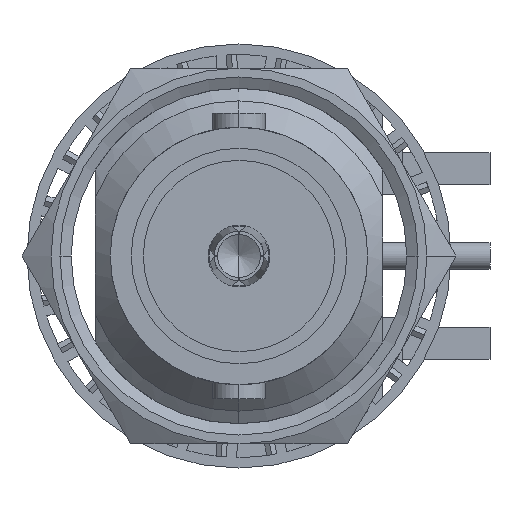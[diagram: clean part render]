
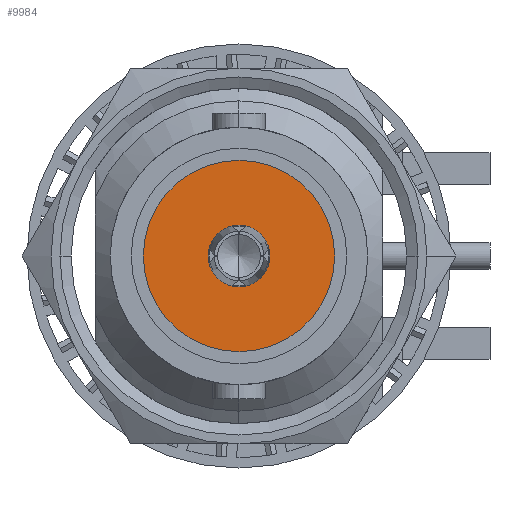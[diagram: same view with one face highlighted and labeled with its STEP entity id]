
A CAD part, left-side view. The second image highlights one B-rep face of the part: STEP entity #9984.
In plain terms, the highlighted planar face has unit normal (-1, 0, 0).
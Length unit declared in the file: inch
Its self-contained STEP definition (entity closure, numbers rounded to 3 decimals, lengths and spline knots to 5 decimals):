
#149 = VERTEX_POINT ( 'NONE', #5336 ) ;
#503 = AXIS2_PLACEMENT_3D ( 'NONE', #13209, #8343, #3527 ) ;
#1130 = VERTEX_POINT ( 'NONE', #2919 ) ;
#1582 = DIRECTION ( 'NONE',  ( -1., 0., 0. ) ) ;
#1801 = CARTESIAN_POINT ( 'NONE',  ( 0.03622, 0., 0.14035 ) ) ;
#1966 = EDGE_LOOP ( 'NONE', ( #3348, #15148 ) ) ;
#2546 = DIRECTION ( 'NONE',  ( 0., 0., 1. ) ) ;
#2570 = EDGE_CURVE ( 'NONE', #4483, #149, #4370, .T. ) ;
#2794 = CIRCLE ( 'NONE', #503, 0.04528 ) ;
#2879 = EDGE_LOOP ( 'NONE', ( #6165, #10181 ) ) ;
#2919 = CARTESIAN_POINT ( 'NONE',  ( 0.03622, 0., -0.04528 ) ) ;
#3037 = EDGE_CURVE ( 'NONE', #1130, #13191, #2794, .T. ) ;
#3348 = ORIENTED_EDGE ( 'NONE', *, *, #3946, .F. ) ;
#3527 = DIRECTION ( 'NONE',  ( 0., 0., 1. ) ) ;
#3865 = CARTESIAN_POINT ( 'NONE',  ( 0.03622, 0., 0. ) ) ;
#3946 = EDGE_CURVE ( 'NONE', #13191, #1130, #15014, .T. ) ;
#3973 = DIRECTION ( 'NONE',  ( -1., 0., 0. ) ) ;
#4049 = PLANE ( 'NONE',  #5703 ) ;
#4370 = CIRCLE ( 'NONE', #13860, 0.14035 ) ;
#4483 = VERTEX_POINT ( 'NONE', #6868 ) ;
#5095 = DIRECTION ( 'NONE',  ( 0., 0., 1. ) ) ;
#5336 = CARTESIAN_POINT ( 'NONE',  ( 0.03622, 0., 0.14035 ) ) ;
#5482 = CARTESIAN_POINT ( 'NONE',  ( 0.03622, 0., 0.04528 ) ) ;
#5703 = AXIS2_PLACEMENT_3D ( 'NONE', #1801, #12600, #15058 ) ;
#6165 = ORIENTED_EDGE ( 'NONE', *, *, #10407, .T. ) ;
#6221 = CARTESIAN_POINT ( 'NONE',  ( 0.03622, 0., 0. ) ) ;
#6451 = FACE_BOUND ( 'NONE', #1966, .T. ) ;
#6661 = CIRCLE ( 'NONE', #9614, 0.14035 ) ;
#6868 = CARTESIAN_POINT ( 'NONE',  ( 0.03622, 0., -0.14035 ) ) ;
#8343 = DIRECTION ( 'NONE',  ( -1., 0., 0. ) ) ;
#8493 = DIRECTION ( 'NONE',  ( -1., 0., 0. ) ) ;
#9614 = AXIS2_PLACEMENT_3D ( 'NONE', #3865, #1582, #5095 ) ;
#9984 = ADVANCED_FACE ( 'NONE', ( #6451, #14657 ), #4049, .F. ) ;
#10181 = ORIENTED_EDGE ( 'NONE', *, *, #2570, .T. ) ;
#10407 = EDGE_CURVE ( 'NONE', #149, #4483, #6661, .T. ) ;
#12531 = DIRECTION ( 'NONE',  ( 0., 0., 1. ) ) ;
#12600 = DIRECTION ( 'NONE',  ( 1., 0., 0. ) ) ;
#13191 = VERTEX_POINT ( 'NONE', #5482 ) ;
#13209 = CARTESIAN_POINT ( 'NONE',  ( 0.03622, 0., 0. ) ) ;
#13692 = AXIS2_PLACEMENT_3D ( 'NONE', #14587, #8493, #2546 ) ;
#13860 = AXIS2_PLACEMENT_3D ( 'NONE', #6221, #3973, #12531 ) ;
#14587 = CARTESIAN_POINT ( 'NONE',  ( 0.03622, 0., 0. ) ) ;
#14657 = FACE_OUTER_BOUND ( 'NONE', #2879, .T. ) ;
#15014 = CIRCLE ( 'NONE', #13692, 0.04528 ) ;
#15058 = DIRECTION ( 'NONE',  ( 0., 0., -1. ) ) ;
#15148 = ORIENTED_EDGE ( 'NONE', *, *, #3037, .F. ) ;
